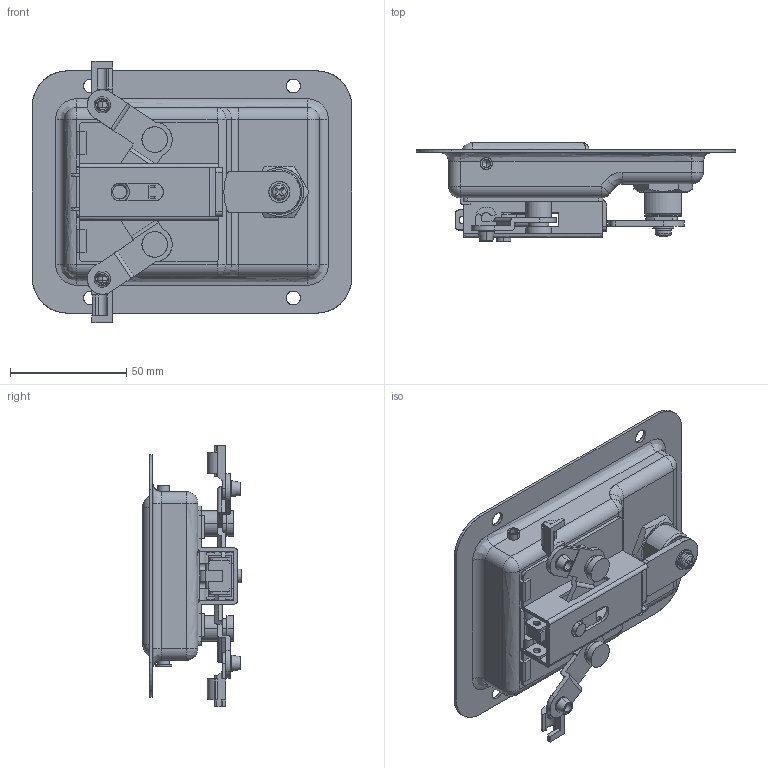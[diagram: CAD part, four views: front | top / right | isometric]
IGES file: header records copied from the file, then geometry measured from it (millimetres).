
Start section: SolidWorks IGES file using analytic representation for surfaces
Global section: file name: A-1882-B-1.IGS,15; native system: HSolidWorks 2018; preprocessor: SolidWorks 2018; author: 1337yo; date: 200210.153457; units: millimetre
Bounding box: 137 x 42.4 x 112.35 mm (x, y, z)
Surface area: 83225.7 mm2 (no closed solid volume)
Topology: 0 solids, 0 shells, 694 faces, 9249 edges, 9242 vertices
Faces by surface type: bspline 360, revolution 334
